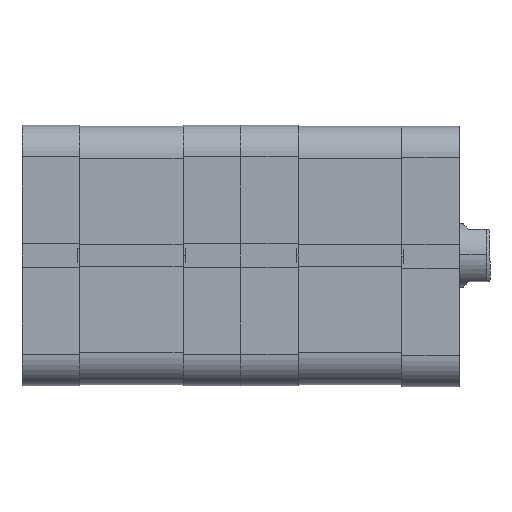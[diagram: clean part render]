
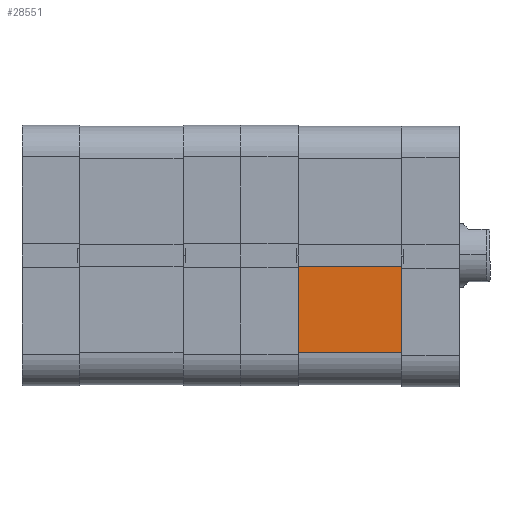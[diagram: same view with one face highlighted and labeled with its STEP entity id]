
A CAD part, front view. The second image highlights one B-rep face of the part: STEP entity #28551.
In plain terms, the highlighted planar face has unit normal (0, -1, 0).
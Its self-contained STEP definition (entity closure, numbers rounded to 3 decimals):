
#1488 = ORIENTED_EDGE ( 'NONE', *, *, #23214, .T. ) ;
#2773 = CARTESIAN_POINT ( 'NONE',  ( 26., -32.5, -24.5 ) ) ;
#3054 = AXIS2_PLACEMENT_3D ( 'NONE', #14285, #24838, #21903 ) ;
#3390 = DIRECTION ( 'NONE',  ( 0., 0., -1. ) ) ;
#4275 = EDGE_CURVE ( 'NONE', #32928, #14373, #24585, .T. ) ;
#4284 = CARTESIAN_POINT ( 'NONE',  ( 0., -32.5, -24.5 ) ) ;
#5396 = LINE ( 'NONE', #2773, #31480 ) ;
#6684 = FACE_OUTER_BOUND ( 'NONE', #8072, .T. ) ;
#7213 = ORIENTED_EDGE ( 'NONE', *, *, #15642, .F. ) ;
#7719 = ORIENTED_EDGE ( 'NONE', *, *, #4275, .T. ) ;
#8072 = EDGE_LOOP ( 'NONE', ( #12395, #7719, #1488, #7213 ) ) ;
#10448 = VECTOR ( 'NONE', #26226, 1000. ) ;
#11593 = DIRECTION ( 'NONE',  ( 0., 0., -1. ) ) ;
#11691 = LINE ( 'NONE', #32155, #25300 ) ;
#12395 = ORIENTED_EDGE ( 'NONE', *, *, #18829, .T. ) ;
#12746 = CARTESIAN_POINT ( 'NONE',  ( 26.001, -32.5, -2.8 ) ) ;
#13475 = CARTESIAN_POINT ( 'NONE',  ( 26., -32.5, -2.8 ) ) ;
#14285 = CARTESIAN_POINT ( 'NONE',  ( 26., -32.5, -32.5 ) ) ;
#14373 = VERTEX_POINT ( 'NONE', #4284 ) ;
#15642 = EDGE_CURVE ( 'NONE', #28178, #24360, #11691, .T. ) ;
#16447 = CARTESIAN_POINT ( 'NONE',  ( 0., -32.5, -32.5 ) ) ;
#16871 = PLANE ( 'NONE',  #3054 ) ;
#18829 = EDGE_CURVE ( 'NONE', #28178, #32928, #23449, .T. ) ;
#19230 = CARTESIAN_POINT ( 'NONE',  ( 0., -32.5, -2.8 ) ) ;
#21120 = VECTOR ( 'NONE', #11593, 1000. ) ;
#21300 = DIRECTION ( 'NONE',  ( 1., 0., 0. ) ) ;
#21903 = DIRECTION ( 'NONE',  ( 0., 0., 1. ) ) ;
#23214 = EDGE_CURVE ( 'NONE', #14373, #24360, #5396, .T. ) ;
#23449 = LINE ( 'NONE', #12746, #10448 ) ;
#24360 = VERTEX_POINT ( 'NONE', #32238 ) ;
#24585 = LINE ( 'NONE', #16447, #21120 ) ;
#24838 = DIRECTION ( 'NONE',  ( 0., 1., 0. ) ) ;
#25300 = VECTOR ( 'NONE', #3390, 1000. ) ;
#26226 = DIRECTION ( 'NONE',  ( -1., 0., 0. ) ) ;
#28178 = VERTEX_POINT ( 'NONE', #13475 ) ;
#28551 = ADVANCED_FACE ( 'NONE', ( #6684 ), #16871, .F. ) ;
#31480 = VECTOR ( 'NONE', #21300, 1000. ) ;
#32155 = CARTESIAN_POINT ( 'NONE',  ( 26., -32.5, -32.5 ) ) ;
#32238 = CARTESIAN_POINT ( 'NONE',  ( 26., -32.5, -24.5 ) ) ;
#32928 = VERTEX_POINT ( 'NONE', #19230 ) ;
